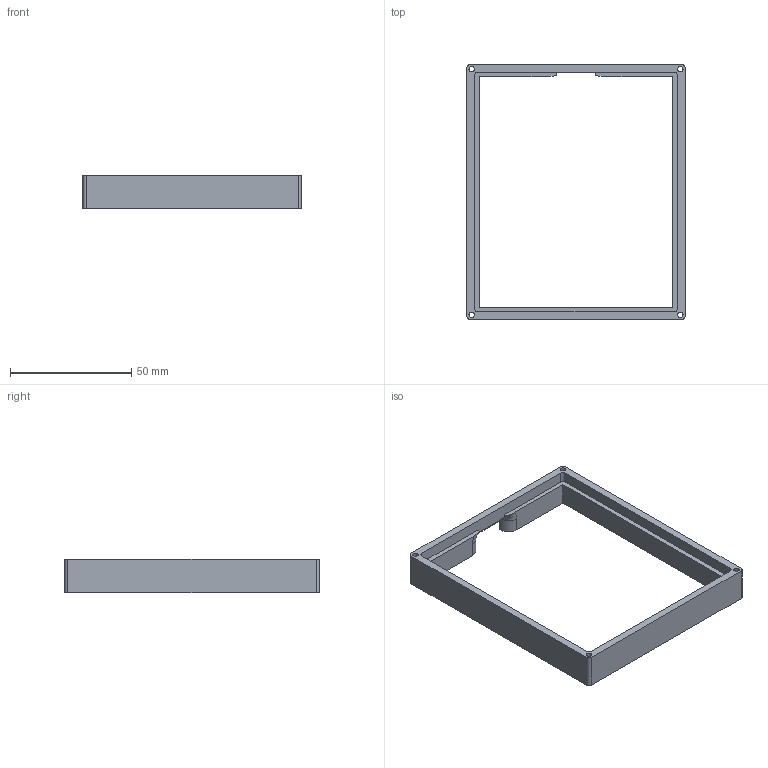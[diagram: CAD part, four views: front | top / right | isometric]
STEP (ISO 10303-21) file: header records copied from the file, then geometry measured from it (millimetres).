
FILE_DESCRIPTION(/* description */ ('STEP AP214'),/* implementation_level */ '2;1');
FILE_NAME(/* name */ '678848127568ee5283e2cd30',/* time_stamp */ '2025-01-15T23:43:15Z',/* author */ (''),/* organization */ (''),/* preprocessor_version */ 'ST-DEVELOPER v20',/* originating_system */ 'ONSHAPE BY PTC INC, 1.192',/* authorisation */ ' ');
FILE_SCHEMA (('AUTOMOTIVE_DESIGN {1 0 10303 214 3 1 1}'));
Length unit declared in the file: metre
Products named in the file (1): Part 14
Bounding box: 89.82 x 104.96 x 13.97 mm (x, y, z)
Volume: 22143.3 mm3; surface area: 14193.3 mm2
Topology: 1 solids, 1 shells, 36 faces, 105 edges, 70 vertices
Faces by surface type: plane 19, cylinder 15, torus 2
Full cylindrical faces by diameter (mm): 2.2 x4
Entity records: 1249 total; most frequent: CARTESIAN_POINT 240, ORIENTED_EDGE 202, DIRECTION 201, EDGE_CURVE 101, AXIS2_PLACEMENT_3D 71, VERTEX_POINT 70, LINE 59, VECTOR 59
